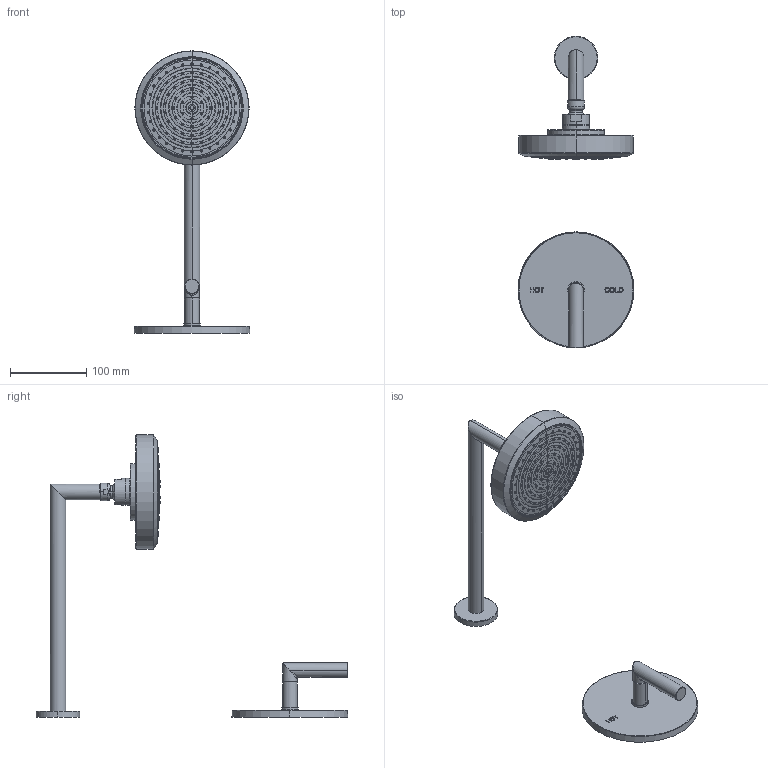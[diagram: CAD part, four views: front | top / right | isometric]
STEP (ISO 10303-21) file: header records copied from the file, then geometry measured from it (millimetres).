
FILE_DESCRIPTION((''),'2;1');
FILE_NAME('3-3124BP','2021-06-01T15:00:47',('jinson.thomas'),(''),'CREO PARAMETRIC BY PTC INC, 2018400','CREO PARAMETRIC BY PTC INC, 2018400','');
FILE_SCHEMA(('CONFIG_CONTROL_DESIGN'));
Length unit declared in the file: inch
Products named in the file (1): 3-3124BP
Bounding box: 152.4 x 409.57 x 370.97 mm (x, y, z)
Volume: 895919.6 mm3; surface area: 133456.5 mm2
Topology: 2 solids, 2 shells, 992 faces, 2587 edges, 1742 vertices
Faces by surface type: torus 236, cylinder 214, cone 190, plane 158, sphere 102, extrusion 76, bspline 16
Entity records: 47296 total; most frequent: CARTESIAN_POINT 23473, ORIENTED_EDGE 5174, DIRECTION 4625, EDGE_CURVE 2587, AXIS2_PLACEMENT_3D 1887, VERTEX_POINT 1742, EDGE_LOOP 1135, FACE_OUTER_BOUND 992
